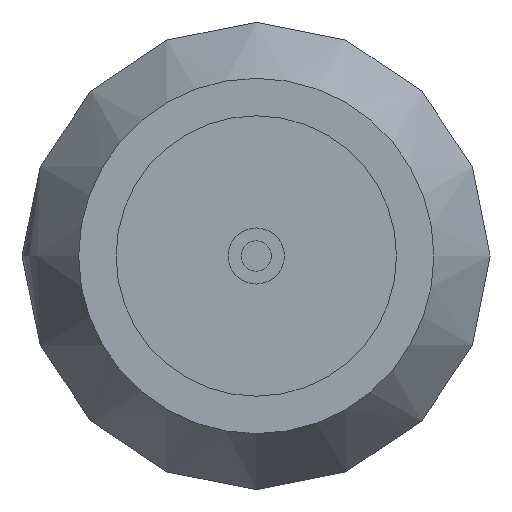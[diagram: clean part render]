
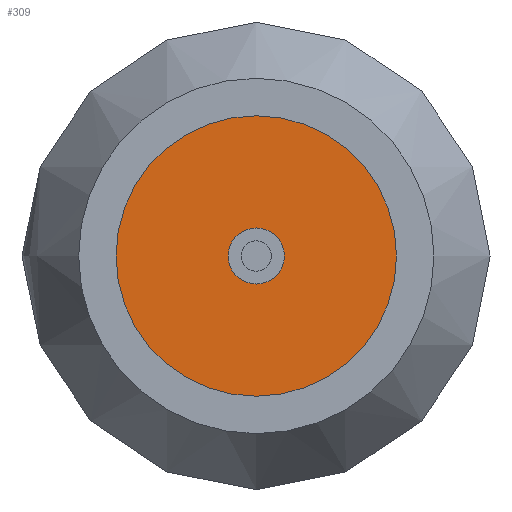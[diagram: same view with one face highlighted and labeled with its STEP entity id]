
A CAD part, left-side view. The second image highlights one B-rep face of the part: STEP entity #309.
In plain terms, the highlighted planar face has unit normal (-1, 0, 0).
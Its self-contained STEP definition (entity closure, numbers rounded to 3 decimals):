
#29=PLANE('',#336);
#51=ORIENTED_EDGE('',*,*,#75,.T.);
#52=ORIENTED_EDGE('',*,*,#77,.F.);
#75=EDGE_CURVE('',#91,#91,#105,.T.);
#77=EDGE_CURVE('',#93,#93,#107,.T.);
#91=VERTEX_POINT('',#791);
#93=VERTEX_POINT('',#796);
#105=CIRCLE('',#332,0.75);
#107=CIRCLE('',#335,3.75);
#129=EDGE_LOOP('',(#51));
#130=EDGE_LOOP('',(#52));
#161=FACE_BOUND('',#129,.T.);
#162=FACE_BOUND('',#130,.T.);
#309=ADVANCED_FACE('',(#161,#162),#29,.F.);
#332=AXIS2_PLACEMENT_3D('',#790,#371,#372);
#335=AXIS2_PLACEMENT_3D('',#795,#377,#378);
#336=AXIS2_PLACEMENT_3D('',#797,#379,#380);
#371=DIRECTION('',(1.,0.,0.));
#372=DIRECTION('',(0.,-1.,0.));
#377=DIRECTION('',(1.,0.,0.));
#378=DIRECTION('',(0.,-1.,0.));
#379=DIRECTION('',(1.,0.,0.));
#380=DIRECTION('',(0.,0.,-1.));
#790=CARTESIAN_POINT('',(-10.,0.,0.));
#791=CARTESIAN_POINT('',(-10.,-0.75,0.));
#795=CARTESIAN_POINT('',(-10.,0.,0.));
#796=CARTESIAN_POINT('',(-10.,-3.75,0.));
#797=CARTESIAN_POINT('',(-10.,0.,0.));
